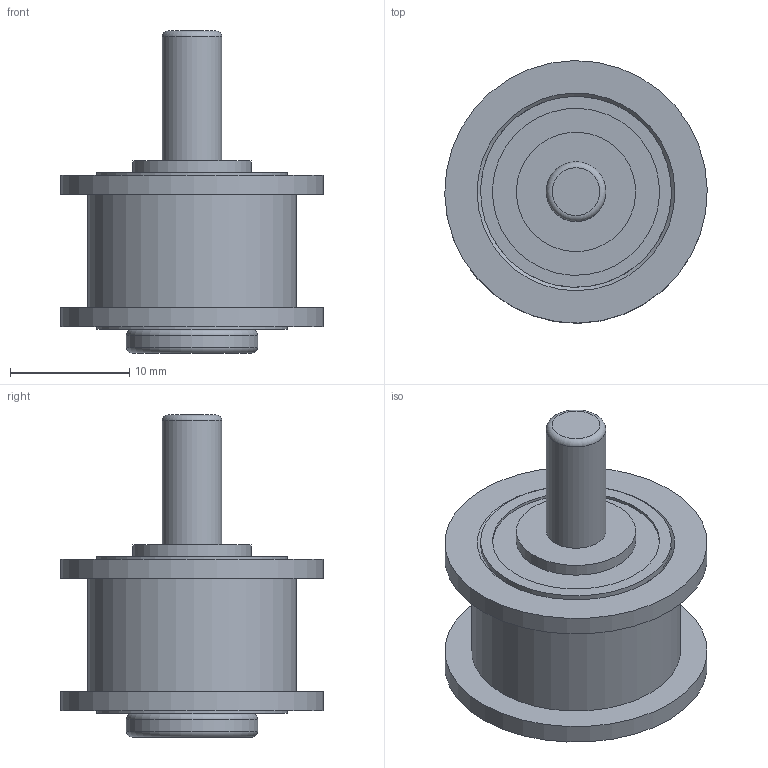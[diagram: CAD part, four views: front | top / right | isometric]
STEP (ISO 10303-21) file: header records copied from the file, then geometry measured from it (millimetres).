
FILE_DESCRIPTION(/* description */ (''),/* implementation_level */ '2;1');
FILE_NAME(/* name */ 'Idler Pulley Kit.stp',/* time_stamp */ '2016-04-20T00:25:53-07:00',/* author */ ('Ben'),/* organization */ (''),/* preprocessor_version */ 'ST-DEVELOPER v15.2',/* originating_system */ 'Autodesk Inventor 2014',/* authorisation */ '');
FILE_SCHEMA (('AUTOMOTIVE_DESIGN { 1 0 10303 214 3 1 1 }'));
Length unit declared in the file: inch
Products named in the file (6): M5x25 low profile screw; Ball Bearing 625 2RS 5x16x5; 1mm 5mm shim; Nylon Spacer 1_8th; idler pulley; Idler pulley kit
Bounding box: 22 x 22 x 27 mm (x, y, z)
Volume: 3609.4 mm3; surface area: 4549.2 mm2
Topology: 6 solids, 6 shells, 61 faces, 100 edges, 65 vertices
Faces by surface type: plane 32, cylinder 24, torus 3, cone 2
Full cylindrical faces by diameter (mm): 4.978 x1, 5 x4, 7 x4, 7.938 x1, 10 x1, 11 x1, 13.89 x1, 14 x4, 15.974 x2, 16 x2, 17.5 x1, 22 x2
Entity records: 1258 total; most frequent: DIRECTION 222, CARTESIAN_POINT 173, ORIENTED_EDGE 118, AXIS2_PLACEMENT_3D 102, EDGE_LOOP 90, EDGE_CURVE 59, STYLED_ITEM 54, VERTEX_POINT 53
